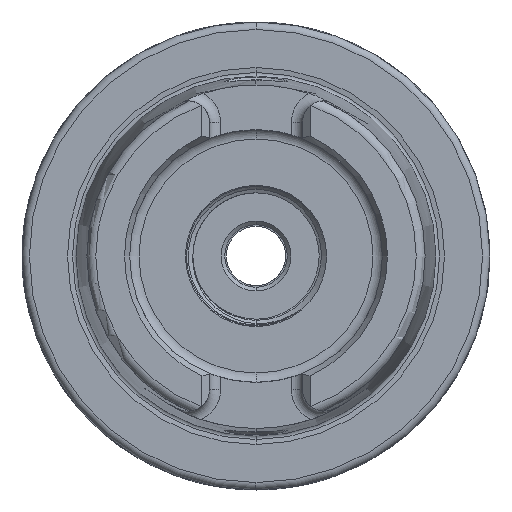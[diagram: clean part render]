
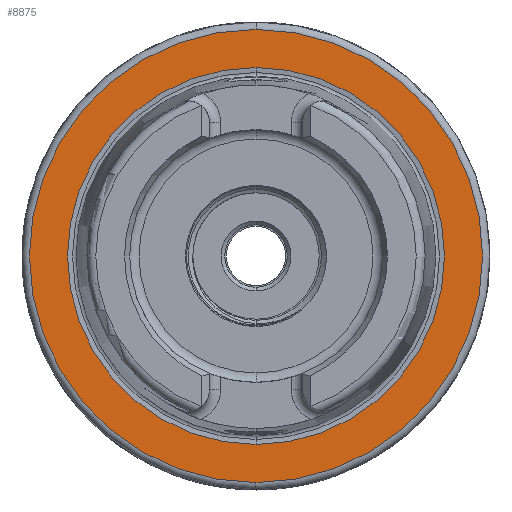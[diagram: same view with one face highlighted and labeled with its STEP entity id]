
A CAD part, left-side view. The second image highlights one B-rep face of the part: STEP entity #8875.
In plain terms, the highlighted planar face has unit normal (-1, 0, 0).
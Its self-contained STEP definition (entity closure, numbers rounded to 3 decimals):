
#1494 = EDGE_CURVE ( 'NONE', #19469, #19463, #19717, .T. ) ;
#1526 = EDGE_CURVE ( 'NONE', #19446, #19433, #19749, .T. ) ;
#1779 = EDGE_CURVE ( 'NONE', #19433, #19446, #18904, .T. ) ;
#1781 = EDGE_CURVE ( 'NONE', #19463, #19469, #18893, .T. ) ;
#5028 = PLANE ( 'NONE',  #16691 ) ;
#5029 = CARTESIAN_POINT ( 'NONE',  ( 0., 25.369, 0. ) ) ;
#5032 = DIRECTION ( 'NONE',  ( -1., 0., 0. ) ) ;
#5033 = DIRECTION ( 'NONE',  ( 0., 0., 1. ) ) ;
#8875 = ADVANCED_FACE ( 'NONE', ( #19393, #19400 ), #5028, .T. ) ;
#15215 = ORIENTED_EDGE ( 'NONE', *, *, #1779, .T. ) ;
#15272 = ORIENTED_EDGE ( 'NONE', *, *, #1526, .T. ) ;
#15290 = ORIENTED_EDGE ( 'NONE', *, *, #1781, .T. ) ;
#15299 = ORIENTED_EDGE ( 'NONE', *, *, #1494, .T. ) ;
#16520 = CARTESIAN_POINT ( 'NONE',  ( 0., 0., 0. ) ) ;
#16540 = DIRECTION ( 'NONE',  ( 0., 0., -1. ) ) ;
#16541 = DIRECTION ( 'NONE',  ( 1., 0., 0. ) ) ;
#16691 = AXIS2_PLACEMENT_3D ( 'NONE', #5029, #5032, #5033 ) ;
#18635 = DIRECTION ( 'NONE',  ( 0., 0., -1. ) ) ;
#18639 = DIRECTION ( 'NONE',  ( -1., 0., 0. ) ) ;
#18644 = DIRECTION ( 'NONE',  ( 1., 0., 0. ) ) ;
#18649 = CARTESIAN_POINT ( 'NONE',  ( 0., 0., 0. ) ) ;
#18653 = DIRECTION ( 'NONE',  ( 0., 0., 1. ) ) ;
#18671 = CARTESIAN_POINT ( 'NONE',  ( 0., 0., 0. ) ) ;
#18893 = CIRCLE ( 'NONE', #28113, 30.5 ) ;
#18904 = CIRCLE ( 'NONE', #28123, 25.369 ) ;
#19393 = FACE_OUTER_BOUND ( 'NONE', #19616, .T. ) ;
#19400 = FACE_BOUND ( 'NONE', #19655, .T. ) ;
#19433 = VERTEX_POINT ( 'NONE', #20257 ) ;
#19446 = VERTEX_POINT ( 'NONE', #20335 ) ;
#19463 = VERTEX_POINT ( 'NONE', #20341 ) ;
#19469 = VERTEX_POINT ( 'NONE', #20328 ) ;
#19616 = EDGE_LOOP ( 'NONE', ( #15290, #15299 ) ) ;
#19655 = EDGE_LOOP ( 'NONE', ( #15215, #15272 ) ) ;
#19717 = CIRCLE ( 'NONE', #28070, 30.5 ) ;
#19749 = CIRCLE ( 'NONE', #28055, 25.369 ) ;
#19880 = CARTESIAN_POINT ( 'NONE',  ( 0., 0., 0. ) ) ;
#19881 = DIRECTION ( 'NONE',  ( 0., 0., 1. ) ) ;
#19908 = DIRECTION ( 'NONE',  ( -1., 0., 0. ) ) ;
#20257 = CARTESIAN_POINT ( 'NONE',  ( 0., 0., 25.369 ) ) ;
#20328 = CARTESIAN_POINT ( 'NONE',  ( 0., 0., -30.5 ) ) ;
#20335 = CARTESIAN_POINT ( 'NONE',  ( 0., 0., -25.369 ) ) ;
#20341 = CARTESIAN_POINT ( 'NONE',  ( 0., 0., 30.5 ) ) ;
#28055 = AXIS2_PLACEMENT_3D ( 'NONE', #16520, #16541, #16540 ) ;
#28070 = AXIS2_PLACEMENT_3D ( 'NONE', #19880, #19908, #19881 ) ;
#28113 = AXIS2_PLACEMENT_3D ( 'NONE', #18649, #18639, #18653 ) ;
#28123 = AXIS2_PLACEMENT_3D ( 'NONE', #18671, #18644, #18635 ) ;
